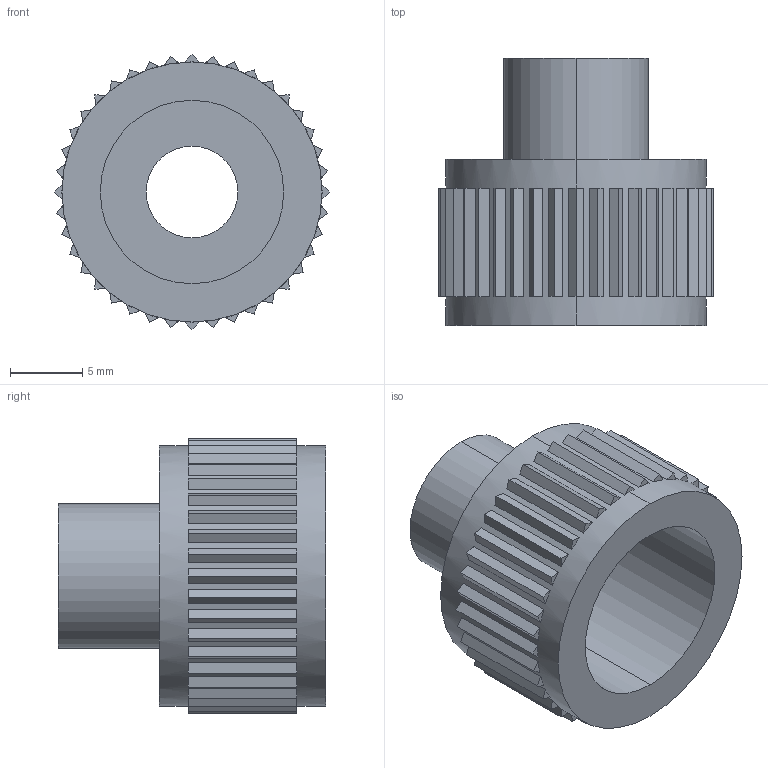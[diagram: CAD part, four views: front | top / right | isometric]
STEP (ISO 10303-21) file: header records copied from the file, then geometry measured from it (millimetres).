
FILE_DESCRIPTION (( 'STEP AP203' ), '1' );
FILE_NAME ('13-018418.step', '2022-02-14T12:32:00', ( '' ), ( '' ), 'SwSTEP 2.0', 'SolidWorks 2021', '' );
FILE_SCHEMA (( 'CONFIG_CONTROL_DESIGN' ));
Length unit declared in the file: millimetre
Products named in the file (1): 13-018418
Bounding box: 19 x 18.5 x 19 mm (x, y, z)
Volume: 2062 mm3; surface area: 2024.3 mm2
Topology: 1 solids, 1 shells, 172 faces, 390 edges, 260 vertices
Faces by surface type: plane 164, cylinder 8
Entity records: 4895 total; most frequent: DIRECTION 836, CARTESIAN_POINT 823, ORIENTED_EDGE 780, EDGE_CURVE 390, VECTOR 290, LINE 290, AXIS2_PLACEMENT_3D 273, VERTEX_POINT 260
